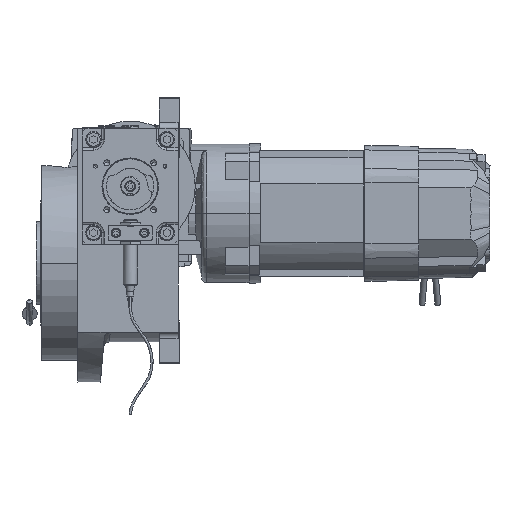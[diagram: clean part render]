
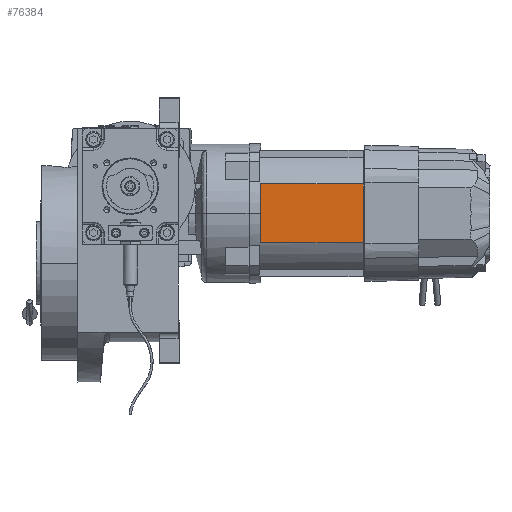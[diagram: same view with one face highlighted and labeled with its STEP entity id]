
A CAD part, left-side view. The second image highlights one B-rep face of the part: STEP entity #76384.
In plain terms, the highlighted face is planar.
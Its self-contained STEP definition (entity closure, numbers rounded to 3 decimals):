
#4113 = LINE ( 'NONE', #20088, #41616 ) ;
#4180 = LINE ( 'NONE', #61028, #71263 ) ;
#6443 = VECTOR ( 'NONE', #77234, 1000. ) ;
#13617 = DIRECTION ( 'NONE',  ( 1., 0., 0. ) ) ;
#14007 = DIRECTION ( 'NONE',  ( 0., 1., 0. ) ) ;
#16554 = EDGE_LOOP ( 'NONE', ( #97174, #26133, #101110, #78931 ) ) ;
#20088 = CARTESIAN_POINT ( 'NONE',  ( 197., 53.5, 23. ) ) ;
#21135 = DIRECTION ( 'NONE',  ( 0., 0., 1. ) ) ;
#21453 = LINE ( 'NONE', #28866, #6443 ) ;
#21467 = AXIS2_PLACEMENT_3D ( 'NONE', #79356, #14007, #38421 ) ;
#21563 = VERTEX_POINT ( 'NONE', #100850 ) ;
#24016 = EDGE_CURVE ( 'NONE', #79321, #40466, #4180, .T. ) ;
#26133 = ORIENTED_EDGE ( 'NONE', *, *, #69515, .F. ) ;
#28866 = CARTESIAN_POINT ( 'NONE',  ( 198.5, 53.5, 47.875 ) ) ;
#37744 = CARTESIAN_POINT ( 'NONE',  ( 110.5, 53.5, 47.875 ) ) ;
#38421 = DIRECTION ( 'NONE',  ( 1., 0., 0. ) ) ;
#40466 = VERTEX_POINT ( 'NONE', #69538 ) ;
#41616 = VECTOR ( 'NONE', #21135, 1000. ) ;
#53446 = LINE ( 'NONE', #62989, #96949 ) ;
#58928 = CARTESIAN_POINT ( 'NONE',  ( 197., 53.5, 47.875 ) ) ;
#61028 = CARTESIAN_POINT ( 'NONE',  ( 110.5, 53.5, 23. ) ) ;
#62642 = EDGE_CURVE ( 'NONE', #21563, #75608, #4113, .T. ) ;
#62989 = CARTESIAN_POINT ( 'NONE',  ( 198.5, 53.5, -1.875 ) ) ;
#67159 = EDGE_CURVE ( 'NONE', #75608, #79321, #21453, .T. ) ;
#69515 = EDGE_CURVE ( 'NONE', #40466, #21563, #53446, .T. ) ;
#69538 = CARTESIAN_POINT ( 'NONE',  ( 110.5, 53.5, -1.875 ) ) ;
#71263 = VECTOR ( 'NONE', #84961, 1000. ) ;
#75608 = VERTEX_POINT ( 'NONE', #58928 ) ;
#76384 = ADVANCED_FACE ( 'NONE', ( #103254 ), #78303, .T. ) ;
#77234 = DIRECTION ( 'NONE',  ( -1., 0., 0. ) ) ;
#78303 = PLANE ( 'NONE',  #21467 ) ;
#78931 = ORIENTED_EDGE ( 'NONE', *, *, #67159, .F. ) ;
#79321 = VERTEX_POINT ( 'NONE', #37744 ) ;
#79356 = CARTESIAN_POINT ( 'NONE',  ( 110.5, 53.5, 23. ) ) ;
#84961 = DIRECTION ( 'NONE',  ( 0., 0., -1. ) ) ;
#96949 = VECTOR ( 'NONE', #13617, 1000. ) ;
#97174 = ORIENTED_EDGE ( 'NONE', *, *, #62642, .F. ) ;
#100850 = CARTESIAN_POINT ( 'NONE',  ( 197., 53.5, -1.875 ) ) ;
#101110 = ORIENTED_EDGE ( 'NONE', *, *, #24016, .F. ) ;
#103254 = FACE_OUTER_BOUND ( 'NONE', #16554, .T. ) ;
